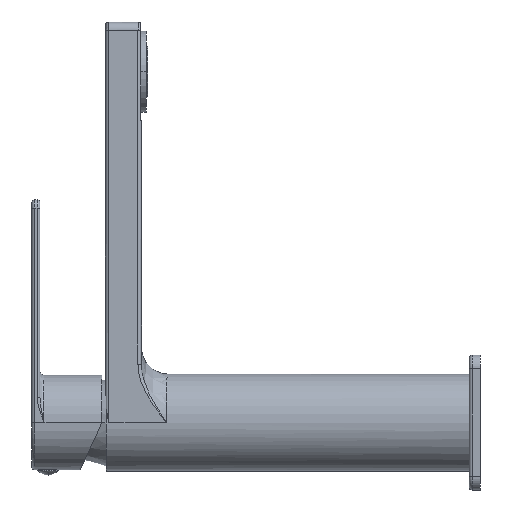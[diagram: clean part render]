
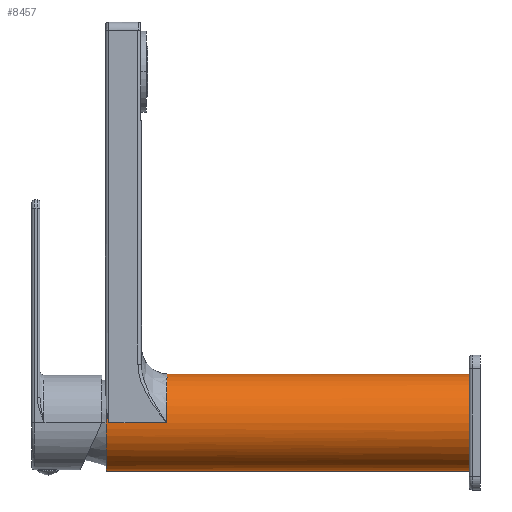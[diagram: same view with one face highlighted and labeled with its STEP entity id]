
A CAD part, left-side view. The second image highlights one B-rep face of the part: STEP entity #8457.
In plain terms, the highlighted cylindrical face has radius 18 mm (diameter 36 mm), a partial arc.
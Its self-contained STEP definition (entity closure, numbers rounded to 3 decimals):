
#476=CARTESIAN_POINT('',(0.,2.,0.));
#477=DIRECTION('',(0.,-1.,0.));
#478=DIRECTION('',(0.,0.,1.));
#479=AXIS2_PLACEMENT_3D('',#476,#477,#478);
#481=DIRECTION('',(0.,1.,0.));
#482=VECTOR('',#481,134.7);
#483=CARTESIAN_POINT('',(0.,2.,-18.));
#484=LINE('',#483,#482);
#485=CARTESIAN_POINT('',(0.,136.7,0.));
#486=DIRECTION('',(0.,-1.,0.));
#487=DIRECTION('',(-0.981,0.,0.197));
#488=AXIS2_PLACEMENT_3D('',#485,#486,#487);
#490=CARTESIAN_POINT('',(-17.649,136.7,3.536));
#491=CARTESIAN_POINT('',(-17.693,136.642,3.318));
#492=CARTESIAN_POINT('',(-17.774,136.521,2.872));
#493=CARTESIAN_POINT('',(-17.872,136.321,2.178));
#494=CARTESIAN_POINT('',(-17.945,136.107,1.465));
#495=CARTESIAN_POINT('',(-17.99,135.883,0.737));
#496=CARTESIAN_POINT('',(-18.,135.731,0.247));
#497=CARTESIAN_POINT('',(-18.,135.653,0.));
#499=DIRECTION('',(0.,-1.,0.));
#500=VECTOR('',#499,21.335);
#501=CARTESIAN_POINT('',(-18.,135.653,0.));
#502=LINE('',#501,#500);
#503=CARTESIAN_POINT('',(-18.,114.24,
0.));
#504=CARTESIAN_POINT('',(-18.,114.24,1.169));
#505=CARTESIAN_POINT('',(-17.769,114.237,3.522));
#506=CARTESIAN_POINT('',(-16.744,114.223,6.916));
#507=CARTESIAN_POINT('',(-15.071,114.201,10.052));
#508=CARTESIAN_POINT('',(-12.819,114.171,12.801));
#509=CARTESIAN_POINT('',(-10.072,114.134,15.058));
#510=CARTESIAN_POINT('',(-6.939,114.092,16.734));
#511=CARTESIAN_POINT('',(-4.102,114.054,17.595));
#512=CARTESIAN_POINT('',(-2.061,114.027,17.898));
#513=CARTESIAN_POINT('',(-1.031,114.013,17.974));
#514=CARTESIAN_POINT('',(-0.449,114.006,17.996));
#515=CARTESIAN_POINT('',(-0.148,114.002,17.999));
#516=CARTESIAN_POINT('',(0.,114.,18.));
#518=DIRECTION('',(0.,-1.,0.));
#519=VECTOR('',#518,112.);
#520=CARTESIAN_POINT('',(0.,114.,18.));
#521=LINE('',#520,#519);
#680=CARTESIAN_POINT('',(0.,114.,18.));
#740=DIRECTION('',(0.003,-1.,-0.001));
#741=VECTOR('',#740,0.078);
#742=CARTESIAN_POINT('',(-18.,114.318,0.));
#743=LINE('',#742,#741);
#812=CARTESIAN_POINT('',(-18.,114.323,0.));
#1255=CARTESIAN_POINT('',(-17.649,136.7,3.536));
#6697=CARTESIAN_POINT('',(-18.,135.653,
0.));
#6698=VERTEX_POINT('',#6697);
#6718=VERTEX_POINT('',#812);
#6724=VERTEX_POINT('',#680);
#6731=VERTEX_POINT('',#503);
#7221=VERTEX_POINT('',#1255);
#7223=CARTESIAN_POINT('',(0.,136.7,-18.));
#7224=VERTEX_POINT('',#7223);
#7415=CARTESIAN_POINT('',(0.,2.,18.));
#7416=CARTESIAN_POINT('',(0.,2.,-18.));
#7417=VERTEX_POINT('',#7415);
#7418=VERTEX_POINT('',#7416);
#8437=CARTESIAN_POINT('',(0.,1.,0.));
#8438=DIRECTION('',(0.,-1.,0.));
#8439=DIRECTION('',(0.,0.,1.));
#8440=AXIS2_PLACEMENT_3D('',#8437,#8438,#8439);
#8441=CYLINDRICAL_SURFACE('',#8440,18.);
#8442=ORIENTED_EDGE('',*,*,#8105,.T.);
#8443=ORIENTED_EDGE('',*,*,#8420,.T.);
#8445=ORIENTED_EDGE('',*,*,#8444,.F.);
#8447=ORIENTED_EDGE('',*,*,#8446,.T.);
#8449=ORIENTED_EDGE('',*,*,#8448,.T.);
#8451=ORIENTED_EDGE('',*,*,#8450,.T.);
#8453=ORIENTED_EDGE('',*,*,#8452,.T.);
#8454=ORIENTED_EDGE('',*,*,#8408,.T.);
#8455=EDGE_LOOP('',(#8442,#8443,#8445,#8447,#8449,#8451,#8453,#8454));
#8456=FACE_OUTER_BOUND('',#8455,.F.);
#8457=ADVANCED_FACE('',(#8456),#8441,.T.);
#480=CIRCLE('',#479,18.);
#489=CIRCLE('',#488,18.);
#498=B_SPLINE_CURVE_WITH_KNOTS('',3,(#490,#491,#492,#493,#494,#495,#496,#497),
.UNSPECIFIED.,.F.,.F.,(4,1,1,1,1,4),(0.,0.2,0.4,0.6,0.8,1.),
.UNSPECIFIED.);
#517=B_SPLINE_CURVE_WITH_KNOTS('',3,(#503,#504,#505,#506,#507,#508,#509,#510,
#511,#512,#513,#514,#515,#516),.UNSPECIFIED.,.F.,.F.,(4,1,1,1,1,1,1,1,1,1,1,4),(
0.,0.124,0.25,0.375,0.5,
0.625,0.75,0.875,0.938,
0.969,0.985,1.),.UNSPECIFIED.);
#8105=EDGE_CURVE('',#7417,#7418,#480,.T.);
#8408=EDGE_CURVE('',#6724,#7417,#521,.T.);
#8420=EDGE_CURVE('',#7418,#7224,#484,.T.);
#8444=EDGE_CURVE('',#7221,#7224,#489,.T.);
#8446=EDGE_CURVE('',#7221,#6698,#498,.T.);
#8448=EDGE_CURVE('',#6698,#6718,#502,.T.);
#8450=EDGE_CURVE('',#6718,#6731,#743,.T.);
#8452=EDGE_CURVE('',#6731,#6724,#517,.T.);
